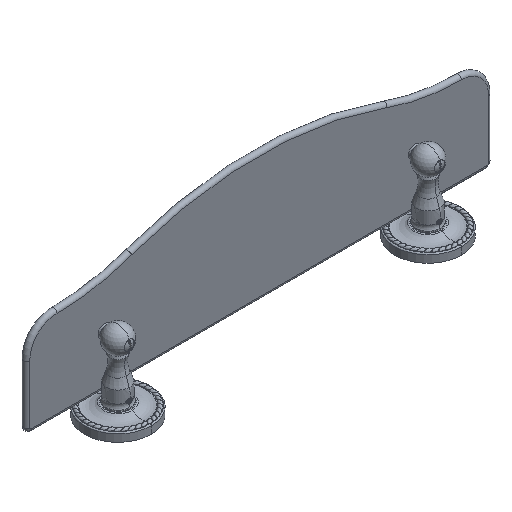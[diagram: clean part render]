
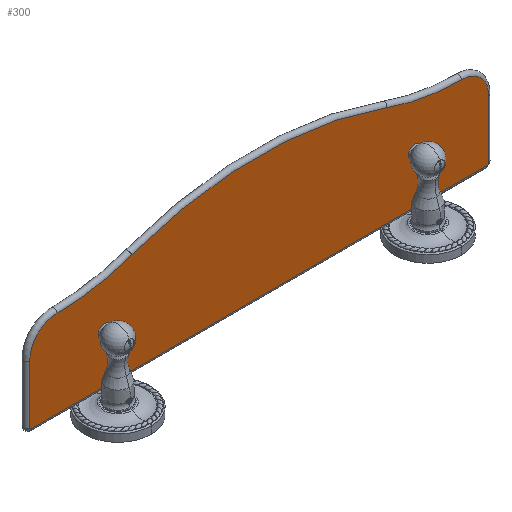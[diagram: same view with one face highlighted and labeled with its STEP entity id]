
A CAD part, isometric view. The second image highlights one B-rep face of the part: STEP entity #300.
In plain terms, the highlighted planar face has unit normal (0, -1, 0).
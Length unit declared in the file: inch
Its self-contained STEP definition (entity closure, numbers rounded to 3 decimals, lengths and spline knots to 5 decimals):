
#2=CARTESIAN_POINT('',(-6.,0.,2.007));
#3=DIRECTION('',(0.,-1.,0.));
#4=DIRECTION('',(-1.,0.,0.));
#5=AXIS2_PLACEMENT_3D('',#2,#3,#4);
#7=CARTESIAN_POINT('',(-6.,0.,2.007));
#8=DIRECTION('',(0.,-1.,0.));
#9=DIRECTION('',(1.,0.,0.));
#10=AXIS2_PLACEMENT_3D('',#7,#8,#9);
#12=CARTESIAN_POINT('',(6.,0.,2.007));
#13=DIRECTION('',(0.,1.,0.));
#14=DIRECTION('',(1.,0.,0.));
#15=AXIS2_PLACEMENT_3D('',#12,#13,#14);
#17=CARTESIAN_POINT('',(6.,0.,2.007));
#18=DIRECTION('',(0.,1.,0.));
#19=DIRECTION('',(-1.,0.,0.));
#20=AXIS2_PLACEMENT_3D('',#17,#18,#19);
#22=CARTESIAN_POINT('',(8.803,0.,0.197));
#23=DIRECTION('',(0.,1.,0.));
#24=DIRECTION('',(1.,0.,0.));
#25=AXIS2_PLACEMENT_3D('',#22,#23,#24);
#27=DIRECTION('',(-1.,0.,0.));
#28=VECTOR('',#27,17.60599);
#29=CARTESIAN_POINT('',(8.803,0.,0.125));
#30=LINE('',#29,#28);
#31=CARTESIAN_POINT('',(-8.803,0.,0.197));
#32=DIRECTION('',(0.,1.,0.));
#33=DIRECTION('',(0.,0.,-1.));
#34=AXIS2_PLACEMENT_3D('',#31,#32,#33);
#36=DIRECTION('',(0.,0.,1.));
#37=VECTOR('',#36,2.24499);
#38=CARTESIAN_POINT('',(-8.875,0.,
0.197));
#39=LINE('',#38,#37);
#40=CARTESIAN_POINT('',(-7.82,0.,2.442));
#41=DIRECTION('',(0.,1.,0.));
#42=DIRECTION('',(-1.,0.,0.));
#43=AXIS2_PLACEMENT_3D('',#40,#41,#42);
#45=CARTESIAN_POINT('',(-7.82637,0.,11.968));
#46=DIRECTION('',(0.,-1.,0.));
#47=DIRECTION('',(0.001,0.,-1.));
#48=AXIS2_PLACEMENT_3D('',#45,#46,#47);
#50=CARTESIAN_POINT('',(0.,0.,-9.568));
#51=DIRECTION('',(0.,1.,0.));
#52=DIRECTION('',(-0.342,0.,0.94));
#53=AXIS2_PLACEMENT_3D('',#50,#51,#52);
#55=CARTESIAN_POINT('',(7.82637,0.,11.968));
#56=DIRECTION('',(0.,-1.,0.));
#57=DIRECTION('',(-0.342,0.,-0.94));
#58=AXIS2_PLACEMENT_3D('',#55,#56,#57);
#60=CARTESIAN_POINT('',(7.82,0.,2.442));
#61=DIRECTION('',(0.,1.,0.));
#62=DIRECTION('',(0.001,0.,1.));
#63=AXIS2_PLACEMENT_3D('',#60,#61,#62);
#65=DIRECTION('',(0.,0.,-1.));
#66=VECTOR('',#65,2.24499);
#67=CARTESIAN_POINT('',(8.875,0.,2.44199));
#68=LINE('',#67,#66);
#208=CARTESIAN_POINT('',(6.138,0.,2.007));
#209=CARTESIAN_POINT('',(5.862,0.,2.007));
#210=VERTEX_POINT('',#208);
#211=VERTEX_POINT('',#209);
#216=CARTESIAN_POINT('',(-6.138,0.,2.007));
#217=CARTESIAN_POINT('',(-5.862,0.,2.007));
#218=VERTEX_POINT('',#216);
#219=VERTEX_POINT('',#217);
#224=CARTESIAN_POINT('',(8.875,0.,0.197));
#225=CARTESIAN_POINT('',(8.803,0.,0.125));
#226=VERTEX_POINT('',#224);
#227=VERTEX_POINT('',#225);
#230=CARTESIAN_POINT('',(-8.803,0.,0.125));
#231=VERTEX_POINT('',#230);
#234=CARTESIAN_POINT('',(-8.875,0.,0.197));
#235=VERTEX_POINT('',#234);
#237=CARTESIAN_POINT('',(-8.875,0.,
2.44199));
#238=VERTEX_POINT('',#237);
#241=CARTESIAN_POINT('',(-7.82071,0.,3.497));
#242=VERTEX_POINT('',#241);
#245=CARTESIAN_POINT('',(-4.93307,0.,4.00643));
#246=VERTEX_POINT('',#245);
#249=CARTESIAN_POINT('',(4.93307,0.,4.00643));
#250=VERTEX_POINT('',#249);
#253=CARTESIAN_POINT('',(7.82071,0.,3.497));
#254=VERTEX_POINT('',#253);
#257=CARTESIAN_POINT('',(8.875,0.,2.442));
#258=VERTEX_POINT('',#257);
#261=CARTESIAN_POINT('',(0.,0.,0.));
#262=DIRECTION('',(0.,1.,0.));
#263=DIRECTION('',(1.,0.,0.));
#264=AXIS2_PLACEMENT_3D('',#261,#262,#263);
#265=PLANE('',#264);
#267=ORIENTED_EDGE('',*,*,#266,.T.);
#269=ORIENTED_EDGE('',*,*,#268,.T.);
#271=ORIENTED_EDGE('',*,*,#270,.T.);
#273=ORIENTED_EDGE('',*,*,#272,.T.);
#275=ORIENTED_EDGE('',*,*,#274,.T.);
#277=ORIENTED_EDGE('',*,*,#276,.T.);
#279=ORIENTED_EDGE('',*,*,#278,.T.);
#281=ORIENTED_EDGE('',*,*,#280,.T.);
#283=ORIENTED_EDGE('',*,*,#282,.T.);
#285=ORIENTED_EDGE('',*,*,#284,.T.);
#286=EDGE_LOOP('',(#267,#269,#271,#273,#275,#277,#279,#281,#283,#285));
#287=FACE_OUTER_BOUND('',#286,.F.);
#289=ORIENTED_EDGE('',*,*,#288,.F.);
#291=ORIENTED_EDGE('',*,*,#290,.F.);
#292=EDGE_LOOP('',(#289,#291));
#293=FACE_BOUND('',#292,.F.);
#295=ORIENTED_EDGE('',*,*,#294,.T.);
#297=ORIENTED_EDGE('',*,*,#296,.T.);
#298=EDGE_LOOP('',(#295,#297));
#299=FACE_BOUND('',#298,.F.);
#300=ADVANCED_FACE('',(#287,#293,#299),#265,.F.);
#6=CIRCLE('',#5,0.138);
#11=CIRCLE('',#10,0.138);
#16=CIRCLE('',#15,0.138);
#21=CIRCLE('',#20,0.138);
#26=CIRCLE('',#25,0.072);
#35=CIRCLE('',#34,0.072);
#44=CIRCLE('',#43,1.055);
#49=CIRCLE('',#48,8.471);
#54=CIRCLE('',#53,14.443);
#59=CIRCLE('',#58,8.471);
#64=CIRCLE('',#63,1.055);
#266=EDGE_CURVE('',#226,#227,#26,.T.);
#268=EDGE_CURVE('',#227,#231,#30,.T.);
#270=EDGE_CURVE('',#231,#235,#35,.T.);
#272=EDGE_CURVE('',#235,#238,#39,.T.);
#274=EDGE_CURVE('',#238,#242,#44,.T.);
#276=EDGE_CURVE('',#242,#246,#49,.T.);
#278=EDGE_CURVE('',#246,#250,#54,.T.);
#280=EDGE_CURVE('',#250,#254,#59,.T.);
#282=EDGE_CURVE('',#254,#258,#64,.T.);
#284=EDGE_CURVE('',#258,#226,#68,.T.);
#288=EDGE_CURVE('',#210,#211,#16,.T.);
#290=EDGE_CURVE('',#211,#210,#21,.T.);
#294=EDGE_CURVE('',#218,#219,#6,.T.);
#296=EDGE_CURVE('',#219,#218,#11,.T.);
